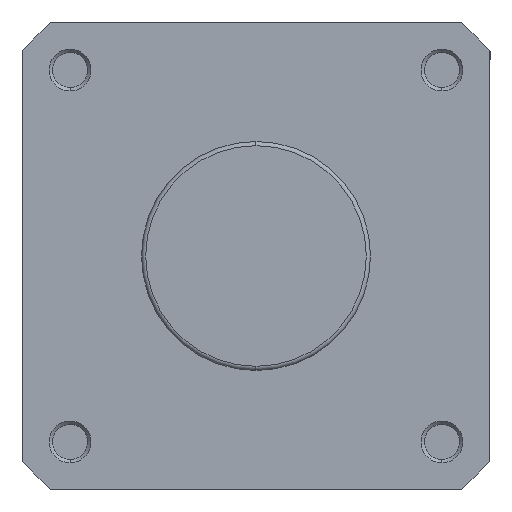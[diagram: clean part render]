
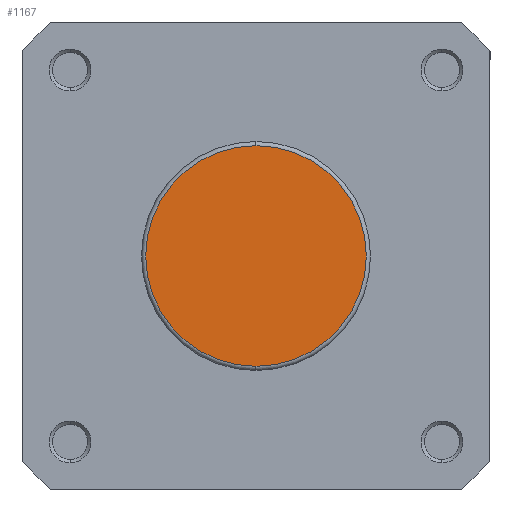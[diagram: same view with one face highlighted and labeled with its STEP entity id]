
A CAD part, left-side view. The second image highlights one B-rep face of the part: STEP entity #1167.
In plain terms, the highlighted planar face has unit normal (-1, 0, 0).
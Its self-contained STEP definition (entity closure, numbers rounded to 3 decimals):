
#503 = FACE_OUTER_BOUND ( 'NONE', #4411, .T. ) ;
#758 = CIRCLE ( 'NONE', #6228, 26.4 ) ;
#1167 = ADVANCED_FACE ( 'NONE', ( #503 ), #1517, .F. ) ;
#1517 = PLANE ( 'NONE',  #6107 ) ;
#1518 = CARTESIAN_POINT ( 'NONE',  ( 0., 27.4, 0. ) ) ;
#1527 = DIRECTION ( 'NONE',  ( 1., 0., 0. ) ) ;
#1528 = DIRECTION ( 'NONE',  ( 0., 0., -1. ) ) ;
#1980 = CARTESIAN_POINT ( 'NONE',  ( 0., 0., -26.4 ) ) ;
#2055 = CARTESIAN_POINT ( 'NONE',  ( 0., 0., 26.4 ) ) ;
#2316 = CARTESIAN_POINT ( 'NONE',  ( 0., 0., 0. ) ) ;
#2322 = DIRECTION ( 'NONE',  ( -1., 0., 0. ) ) ;
#2323 = DIRECTION ( 'NONE',  ( 0., 0., -1. ) ) ;
#3175 = CARTESIAN_POINT ( 'NONE',  ( 0., 0., 0. ) ) ;
#3184 = DIRECTION ( 'NONE',  ( -1., 0., 0. ) ) ;
#3185 = DIRECTION ( 'NONE',  ( 0., 0., -1. ) ) ;
#4105 = CIRCLE ( 'NONE', #4257, 26.4 ) ;
#4257 = AXIS2_PLACEMENT_3D ( 'NONE', #3175, #3184, #3185 ) ;
#4411 = EDGE_LOOP ( 'NONE', ( #4540, #4562 ) ) ;
#4540 = ORIENTED_EDGE ( 'NONE', *, *, #5892, .T. ) ;
#4562 = ORIENTED_EDGE ( 'NONE', *, *, #5496, .T. ) ;
#4740 = VERTEX_POINT ( 'NONE', #1980 ) ;
#4815 = VERTEX_POINT ( 'NONE', #2055 ) ;
#5496 = EDGE_CURVE ( 'NONE', #4815, #4740, #758, .T. ) ;
#5892 = EDGE_CURVE ( 'NONE', #4740, #4815, #4105, .T. ) ;
#6107 = AXIS2_PLACEMENT_3D ( 'NONE', #1518, #1527, #1528 ) ;
#6228 = AXIS2_PLACEMENT_3D ( 'NONE', #2316, #2322, #2323 ) ;
